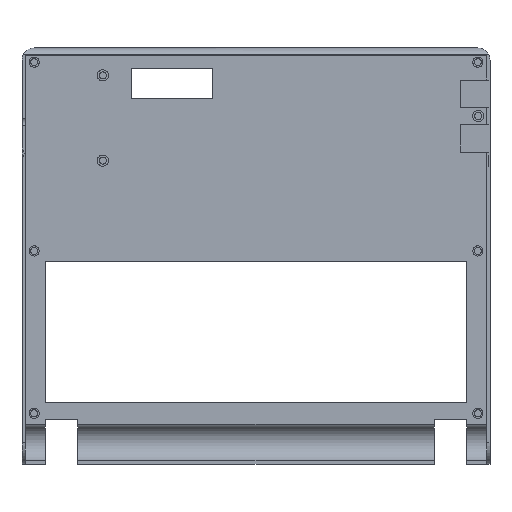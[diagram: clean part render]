
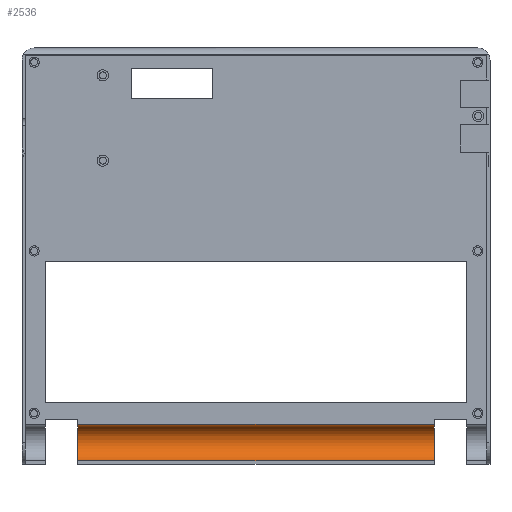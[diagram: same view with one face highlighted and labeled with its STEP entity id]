
A CAD part, front view. The second image highlights one B-rep face of the part: STEP entity #2536.
In plain terms, the highlighted cylindrical face has radius 9 mm (diameter 18 mm), a partial arc.
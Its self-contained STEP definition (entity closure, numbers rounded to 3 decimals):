
#274=FACE_OUTER_BOUND('',#440,.T.);
#440=EDGE_LOOP('',(#2246,#2247,#2248,#2249));
#703=LINE('',#4200,#987);
#714=LINE('',#4219,#998);
#987=VECTOR('',#3341,10.);
#998=VECTOR('',#3360,10.);
#1091=CIRCLE('',#2732,9.);
#1094=CIRCLE('',#2736,9.);
#1299=VERTEX_POINT('',#4162);
#1300=VERTEX_POINT('',#4164);
#1306=VERTEX_POINT('',#4178);
#1307=VERTEX_POINT('',#4180);
#1619=EDGE_CURVE('',#1300,#1299,#1091,.T.);
#1627=EDGE_CURVE('',#1307,#1306,#1094,.T.);
#1637=EDGE_CURVE('',#1299,#1307,#703,.T.);
#1648=EDGE_CURVE('',#1306,#1300,#714,.T.);
#2246=ORIENTED_EDGE('',*,*,#1619,.T.);
#2247=ORIENTED_EDGE('',*,*,#1637,.T.);
#2248=ORIENTED_EDGE('',*,*,#1627,.T.);
#2249=ORIENTED_EDGE('',*,*,#1648,.T.);
#2420=CYLINDRICAL_SURFACE('',#2746,9.);
#2536=ADVANCED_FACE('',(#274),#2420,.F.);
#2732=AXIS2_PLACEMENT_3D('',#4165,#3307,#3308);
#2736=AXIS2_PLACEMENT_3D('',#4181,#3320,#3321);
#2746=AXIS2_PLACEMENT_3D('',#4218,#3358,#3359);
#3307=DIRECTION('center_axis',(1.,0.,0.));
#3308=DIRECTION('ref_axis',(0.,0.,1.));
#3320=DIRECTION('center_axis',(-1.,0.,0.));
#3321=DIRECTION('ref_axis',(0.,0.,1.));
#3341=DIRECTION('',(-1.,0.,0.));
#3358=DIRECTION('center_axis',(1.,0.,0.));
#3359=DIRECTION('ref_axis',(0.,0.,1.));
#3360=DIRECTION('',(1.,0.,0.));
#4162=CARTESIAN_POINT('',(203.1,10.5,-185.5));
#4164=CARTESIAN_POINT('',(203.1,10.5,-203.5));
#4165=CARTESIAN_POINT('Origin',(203.1,10.5,-194.5));
#4178=CARTESIAN_POINT('',(27.5,10.5,-203.5));
#4180=CARTESIAN_POINT('',(27.5,10.5,-185.5));
#4181=CARTESIAN_POINT('Origin',(27.5,10.5,-194.5));
#4200=CARTESIAN_POINT('',(0.,10.5,-185.5));
#4218=CARTESIAN_POINT('Origin',(0.,10.5,-194.5));
#4219=CARTESIAN_POINT('',(0.,10.5,-203.5));
